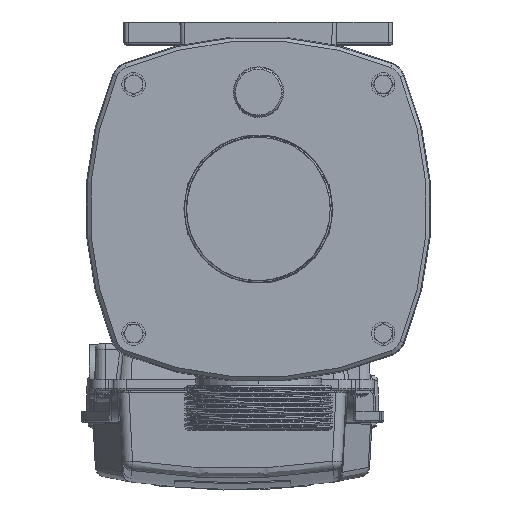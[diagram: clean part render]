
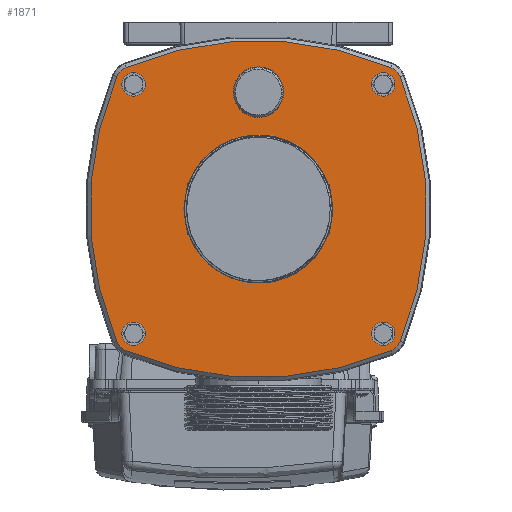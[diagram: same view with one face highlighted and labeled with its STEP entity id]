
A CAD part, top view. The second image highlights one B-rep face of the part: STEP entity #1871.
In plain terms, the highlighted planar face has unit normal (0, 0, 1).
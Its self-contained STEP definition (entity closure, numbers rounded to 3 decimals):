
#972=CARTESIAN_POINT('',(0.,-77.25,29.));
#973=DIRECTION('',(0.,0.,1.));
#974=DIRECTION('',(0.387,0.922,0.));
#975=AXIS2_PLACEMENT_3D('',#972,#973,#974);
#987=CARTESIAN_POINT('',(55.97,55.97,29.));
#988=DIRECTION('',(0.,0.,1.));
#989=DIRECTION('',(0.922,0.387,0.));
#990=AXIS2_PLACEMENT_3D('',#987,#988,#989);
#996=CARTESIAN_POINT('',(-77.25,0.,29.));
#997=DIRECTION('',(0.,0.,1.));
#998=DIRECTION('',(0.922,-0.387,0.));
#999=AXIS2_PLACEMENT_3D('',#996,#997,#998);
#1015=CARTESIAN_POINT('',(55.97,-55.97,29.));
#1016=DIRECTION('',(0.,0.,1.));
#1017=DIRECTION('',(0.387,-0.922,0.));
#1018=AXIS2_PLACEMENT_3D('',#1015,#1016,#1017);
#1024=CARTESIAN_POINT('',(0.,77.25,29.));
#1025=DIRECTION('',(0.,0.,1.));
#1026=DIRECTION('',(-0.387,-0.922,0.));
#1027=AXIS2_PLACEMENT_3D('',#1024,#1025,#1026);
#1043=CARTESIAN_POINT('',(-55.97,-55.97,29.));
#1044=DIRECTION('',(0.,0.,1.));
#1045=DIRECTION('',(-0.922,-0.387,0.));
#1046=AXIS2_PLACEMENT_3D('',#1043,#1044,#1045);
#1052=CARTESIAN_POINT('',(77.25,0.,29.));
#1053=DIRECTION('',(0.,0.,1.));
#1054=DIRECTION('',(-0.922,0.387,0.));
#1055=AXIS2_PLACEMENT_3D('',#1052,#1053,#1054);
#1075=CARTESIAN_POINT('',(-55.97,55.97,29.));
#1076=DIRECTION('',(0.,0.,1.));
#1077=DIRECTION('',(-0.387,0.922,0.));
#1078=AXIS2_PLACEMENT_3D('',#1075,#1076,#1077);
#1737=CARTESIAN_POINT('',(59.016,63.221,29.));
#1738=CARTESIAN_POINT('',(-59.016,63.221,29.));
#1739=VERTEX_POINT('',#1737);
#1740=VERTEX_POINT('',#1738);
#1747=CARTESIAN_POINT('',(63.221,59.016,29.));
#1748=VERTEX_POINT('',#1747);
#1749=CARTESIAN_POINT('',(63.221,-59.016,29.));
#1750=VERTEX_POINT('',#1749);
#1755=CARTESIAN_POINT('',(59.016,-63.221,29.));
#1756=VERTEX_POINT('',#1755);
#1757=CARTESIAN_POINT('',(-59.016,-63.221,29.));
#1758=VERTEX_POINT('',#1757);
#1763=CARTESIAN_POINT('',(-63.221,-59.016,29.));
#1764=VERTEX_POINT('',#1763);
#1765=CARTESIAN_POINT('',(-63.221,59.016,29.));
#1766=VERTEX_POINT('',#1765);
#1848=CARTESIAN_POINT('',(0.,0.,29.));
#1849=DIRECTION('',(0.,0.,1.));
#1850=DIRECTION('',(1.,0.,0.));
#1851=AXIS2_PLACEMENT_3D('',#1848,#1849,#1850);
#1852=PLANE('',#1851);
#1854=ORIENTED_EDGE('',*,*,#1853,.F.);
#1856=ORIENTED_EDGE('',*,*,#1855,.F.);
#1858=ORIENTED_EDGE('',*,*,#1857,.F.);
#1860=ORIENTED_EDGE('',*,*,#1859,.F.);
#1862=ORIENTED_EDGE('',*,*,#1861,.F.);
#1864=ORIENTED_EDGE('',*,*,#1863,.F.);
#1866=ORIENTED_EDGE('',*,*,#1865,.F.);
#1868=ORIENTED_EDGE('',*,*,#1867,.F.);
#1869=EDGE_LOOP('',(#1854,#1856,#1858,#1860,#1862,#1864,#1866,#1868));
#1870=FACE_OUTER_BOUND('',#1869,.F.);
#1871=ADVANCED_FACE('',(#1870),#1852,.T.);
#976=CIRCLE('',#975,152.365);
#991=CIRCLE('',#990,7.865);
#1000=CIRCLE('',#999,152.365);
#1019=CIRCLE('',#1018,7.865);
#1028=CIRCLE('',#1027,152.365);
#1047=CIRCLE('',#1046,7.865);
#1056=CIRCLE('',#1055,152.365);
#1079=CIRCLE('',#1078,7.865);
#1853=EDGE_CURVE('',#1748,#1739,#991,.T.);
#1855=EDGE_CURVE('',#1750,#1748,#1000,.T.);
#1857=EDGE_CURVE('',#1756,#1750,#1019,.T.);
#1859=EDGE_CURVE('',#1758,#1756,#1028,.T.);
#1861=EDGE_CURVE('',#1764,#1758,#1047,.T.);
#1863=EDGE_CURVE('',#1766,#1764,#1056,.T.);
#1865=EDGE_CURVE('',#1740,#1766,#1079,.T.);
#1867=EDGE_CURVE('',#1739,#1740,#976,.T.);
